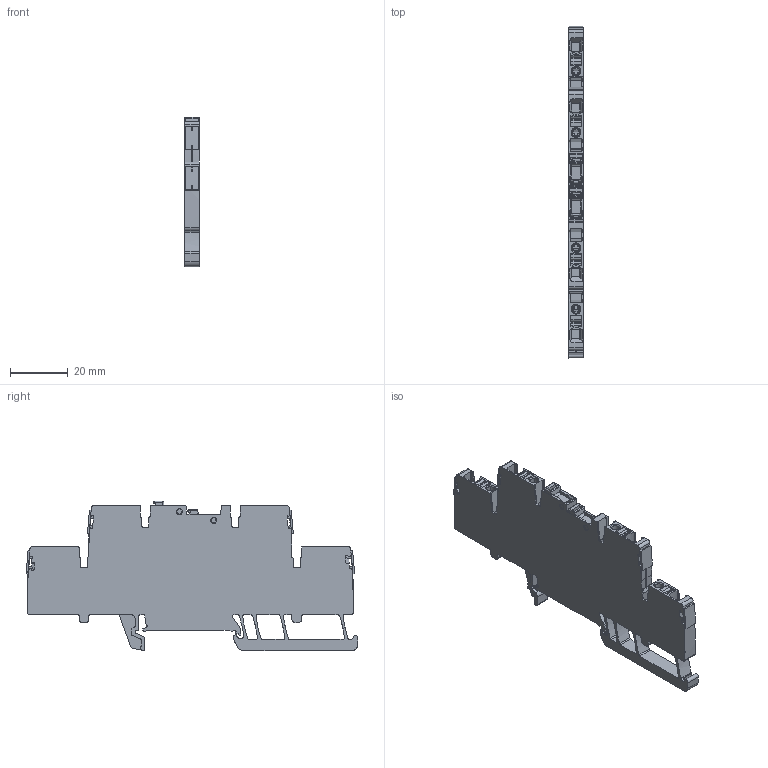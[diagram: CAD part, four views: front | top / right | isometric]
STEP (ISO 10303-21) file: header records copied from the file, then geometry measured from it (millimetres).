
FILE_DESCRIPTION(('CATIA V5 STEP Exchange','CAx-IF Rec.Pracs.--- Model Styling and Organization---1.5--- 2016-08-15','CAx-IF Rec.Pracs.---Supplemental Geometry---1.0---2011-11-01','CAx-IF Rec.Pracs.--- Composite Materials ---1.1---2010-07-15'),'2;1');
FILE_NAME ('2102699-1_0', '2024-09-06T08:53:32+00:00', ('none'), ('Weidmueller'), 'CATIA Version 5-6 Release 2022 SP4 HF5', 'CATIA V5 STEP AP214 v3', 'none');
FILE_SCHEMA(('AUTOMOTIVE_DESIGN { 1 0 10303 214 1 1 1 1 }'));
Length unit declared in the file: millimetre
Products named in the file (1): 3111430000
Bounding box: 5.1 x 114.68 x 51.65 mm (x, y, z)
Volume: 18337.9 mm3; surface area: 13948.2 mm2
Topology: 1 solids, 4 shells, 1467 faces, 4251 edges, 2779 vertices
Faces by surface type: plane 699, cylinder 531, extrusion 149, torus 43, cone 22, bspline 20, sphere 3
Entity records: 51239 total; most frequent: CARTESIAN_POINT 13544, ORIENTED_EDGE 8488, DIRECTION 5796, EDGE_CURVE 4244, VECTOR 2869, VERTEX_POINT 2779, LINE 2720, AXIS2_PLACEMENT_3D 1877
